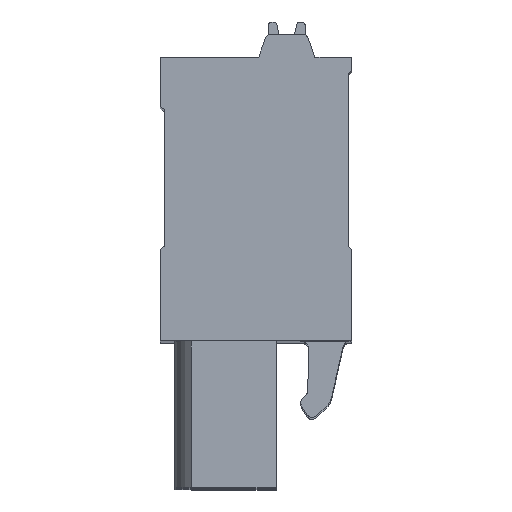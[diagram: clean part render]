
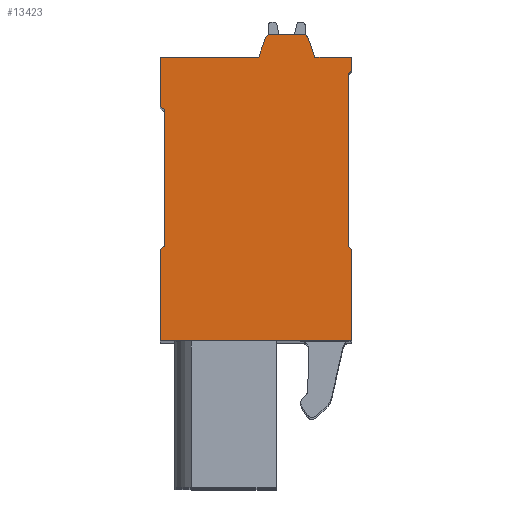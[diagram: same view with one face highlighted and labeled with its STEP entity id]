
A CAD part, top view. The second image highlights one B-rep face of the part: STEP entity #13423.
In plain terms, the highlighted planar face has unit normal (0, 0, 1).
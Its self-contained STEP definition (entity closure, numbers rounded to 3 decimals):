
#79=DIRECTION('',(1.,0.,0.));
#80=VECTOR('',#79,10.9);
#81=CARTESIAN_POINT('',(2.897,12.335,2.5));
#82=LINE('',#81,#80);
#1752=DIRECTION('',(0.,-1.,0.));
#1753=VECTOR('',#1752,5.2);
#1754=CARTESIAN_POINT('',(2.897,17.535,2.5));
#1755=LINE('',#1754,#1753);
#1756=DIRECTION('',(-0.781,-0.625,0.));
#1757=VECTOR('',#1756,0.32);
#1758=CARTESIAN_POINT('',(3.147,17.735,2.5));
#1759=LINE('',#1758,#1757);
#1760=DIRECTION('',(0.,-1.,0.));
#1761=VECTOR('',#1760,7.75);
#1762=CARTESIAN_POINT('',(3.147,25.485,2.5));
#1763=LINE('',#1762,#1761);
#1764=DIRECTION('',(0.781,-0.625,0.));
#1765=VECTOR('',#1764,0.32);
#1766=CARTESIAN_POINT('',(2.897,25.685,2.5));
#1767=LINE('',#1766,#1765);
#1768=DIRECTION('',(0.,-1.,0.));
#1769=VECTOR('',#1768,2.8);
#1770=CARTESIAN_POINT('',(2.897,28.485,2.5));
#1771=LINE('',#1770,#1769);
#1772=DIRECTION('',(-1.,0.,0.));
#1773=VECTOR('',#1772,5.6);
#1774=CARTESIAN_POINT('',(8.497,28.485,2.5));
#1775=LINE('',#1774,#1773);
#1776=DIRECTION('',(-0.342,-0.94,0.));
#1777=VECTOR('',#1776,1.173);
#1778=CARTESIAN_POINT('',(8.899,29.588,2.5));
#1779=LINE('',#1778,#1777);
#1780=CARTESIAN_POINT('',(9.181,29.485,2.5));
#1781=DIRECTION('',(0.,0.,1.));
#1782=DIRECTION('',(0.,1.,0.));
#1783=AXIS2_PLACEMENT_3D('',#1780,#1781,#1782);
#1785=DIRECTION('',(-1.,0.,0.));
#1786=VECTOR('',#1785,1.834);
#1787=CARTESIAN_POINT('',(11.014,29.785,2.5));
#1788=LINE('',#1787,#1786);
#1789=CARTESIAN_POINT('',(11.014,29.485,2.5));
#1790=DIRECTION('',(0.,0.,1.));
#1791=DIRECTION('',(0.94,0.342,0.));
#1792=AXIS2_PLACEMENT_3D('',#1789,#1790,#1791);
#1794=DIRECTION('',(-0.342,0.94,0.));
#1795=VECTOR('',#1794,1.173);
#1796=CARTESIAN_POINT('',(11.697,28.485,2.5));
#1797=LINE('',#1796,#1795);
#1798=DIRECTION('',(-1.,0.,0.));
#1799=VECTOR('',#1798,2.1);
#1800=CARTESIAN_POINT('',(13.797,28.485,2.5));
#1801=LINE('',#1800,#1799);
#1802=DIRECTION('',(0.,1.,0.));
#1803=VECTOR('',#1802,0.75);
#1804=CARTESIAN_POINT('',(13.797,27.735,2.5));
#1805=LINE('',#1804,#1803);
#1806=DIRECTION('',(0.707,0.707,0.));
#1807=VECTOR('',#1806,0.283);
#1808=CARTESIAN_POINT('',(13.597,27.535,2.5));
#1809=LINE('',#1808,#1807);
#1810=DIRECTION('',(0.,1.,0.));
#1811=VECTOR('',#1810,9.8);
#1812=CARTESIAN_POINT('',(13.597,17.735,2.5));
#1813=LINE('',#1812,#1811);
#1814=DIRECTION('',(-0.707,0.707,0.));
#1815=VECTOR('',#1814,0.283);
#1816=CARTESIAN_POINT('',(13.797,17.535,2.5));
#1817=LINE('',#1816,#1815);
#1818=DIRECTION('',(0.,1.,0.));
#1819=VECTOR('',#1818,5.2);
#1820=CARTESIAN_POINT('',(13.797,12.335,2.5));
#1821=LINE('',#1820,#1819);
#9287=CARTESIAN_POINT('',(2.897,28.485,2.5));
#9288=CARTESIAN_POINT('',(2.897,25.685,2.5));
#9289=VERTEX_POINT('',#9287);
#9290=VERTEX_POINT('',#9288);
#9291=CARTESIAN_POINT('',(3.147,25.485,2.5));
#9292=VERTEX_POINT('',#9291);
#9293=CARTESIAN_POINT('',(3.147,17.735,2.5));
#9294=VERTEX_POINT('',#9293);
#9295=CARTESIAN_POINT('',(2.897,17.535,2.5));
#9296=VERTEX_POINT('',#9295);
#9297=CARTESIAN_POINT('',(2.897,12.335,2.5));
#9298=VERTEX_POINT('',#9297);
#9299=CARTESIAN_POINT('',(13.797,12.335,2.5));
#9300=CARTESIAN_POINT('',(13.797,17.535,2.5));
#9301=VERTEX_POINT('',#9299);
#9302=VERTEX_POINT('',#9300);
#9303=CARTESIAN_POINT('',(13.597,17.735,2.5));
#9304=VERTEX_POINT('',#9303);
#9305=CARTESIAN_POINT('',(13.597,27.535,2.5));
#9306=VERTEX_POINT('',#9305);
#9307=CARTESIAN_POINT('',(13.797,27.735,2.5));
#9308=VERTEX_POINT('',#9307);
#9309=CARTESIAN_POINT('',(13.797,28.485,2.5));
#9310=VERTEX_POINT('',#9309);
#9311=CARTESIAN_POINT('',(11.697,28.485,2.5));
#9312=VERTEX_POINT('',#9311);
#9313=CARTESIAN_POINT('',(11.296,29.588,2.5));
#9314=VERTEX_POINT('',#9313);
#9315=CARTESIAN_POINT('',(11.014,29.785,2.5));
#9316=VERTEX_POINT('',#9315);
#9317=CARTESIAN_POINT('',(9.181,29.785,2.5));
#9318=VERTEX_POINT('',#9317);
#9319=CARTESIAN_POINT('',(8.899,29.588,2.5));
#9320=VERTEX_POINT('',#9319);
#9321=CARTESIAN_POINT('',(8.497,28.485,2.5));
#9322=VERTEX_POINT('',#9321);
#13390=CARTESIAN_POINT('',(0.,0.,2.5));
#13391=DIRECTION('',(0.,0.,1.));
#13392=DIRECTION('',(1.,0.,0.));
#13393=AXIS2_PLACEMENT_3D('',#13390,#13391,#13392);
#13394=PLANE('',#13393);
#13395=ORIENTED_EDGE('',*,*,#12087,.F.);
#13396=ORIENTED_EDGE('',*,*,#12244,.F.);
#13397=ORIENTED_EDGE('',*,*,#12258,.F.);
#13398=ORIENTED_EDGE('',*,*,#12272,.F.);
#13399=ORIENTED_EDGE('',*,*,#12286,.F.);
#13400=ORIENTED_EDGE('',*,*,#12300,.F.);
#13401=ORIENTED_EDGE('',*,*,#12328,.F.);
#13403=ORIENTED_EDGE('',*,*,#13402,.F.);
#13405=ORIENTED_EDGE('',*,*,#13404,.F.);
#13407=ORIENTED_EDGE('',*,*,#13406,.F.);
#13408=ORIENTED_EDGE('',*,*,#13159,.F.);
#13409=ORIENTED_EDGE('',*,*,#12903,.F.);
#13410=ORIENTED_EDGE('',*,*,#12320,.F.);
#13412=ORIENTED_EDGE('',*,*,#13411,.F.);
#13414=ORIENTED_EDGE('',*,*,#13413,.F.);
#13416=ORIENTED_EDGE('',*,*,#13415,.F.);
#13418=ORIENTED_EDGE('',*,*,#13417,.F.);
#13420=ORIENTED_EDGE('',*,*,#13419,.F.);
#13421=EDGE_LOOP('',(#13395,#13396,#13397,#13398,#13399,#13400,#13401,#13403,
#13405,#13407,#13408,#13409,#13410,#13412,#13414,#13416,#13418,#13420));
#13422=FACE_OUTER_BOUND('',#13421,.F.);
#13423=ADVANCED_FACE('',(#13422),#13394,.T.);
#1784=CIRCLE('',#1783,0.3);
#1793=CIRCLE('',#1792,0.3);
#12087=EDGE_CURVE('',#9298,#9301,#82,.T.);
#12244=EDGE_CURVE('',#9296,#9298,#1755,.T.);
#12258=EDGE_CURVE('',#9294,#9296,#1759,.T.);
#12272=EDGE_CURVE('',#9292,#9294,#1763,.T.);
#12286=EDGE_CURVE('',#9290,#9292,#1767,.T.);
#12300=EDGE_CURVE('',#9289,#9290,#1771,.T.);
#12320=EDGE_CURVE('',#9310,#9312,#1801,.T.);
#12328=EDGE_CURVE('',#9322,#9289,#1775,.T.);
#12903=EDGE_CURVE('',#9312,#9314,#1797,.T.);
#13159=EDGE_CURVE('',#9314,#9316,#1793,.T.);
#13402=EDGE_CURVE('',#9320,#9322,#1779,.T.);
#13404=EDGE_CURVE('',#9318,#9320,#1784,.T.);
#13406=EDGE_CURVE('',#9316,#9318,#1788,.T.);
#13411=EDGE_CURVE('',#9308,#9310,#1805,.T.);
#13413=EDGE_CURVE('',#9306,#9308,#1809,.T.);
#13415=EDGE_CURVE('',#9304,#9306,#1813,.T.);
#13417=EDGE_CURVE('',#9302,#9304,#1817,.T.);
#13419=EDGE_CURVE('',#9301,#9302,#1821,.T.);
